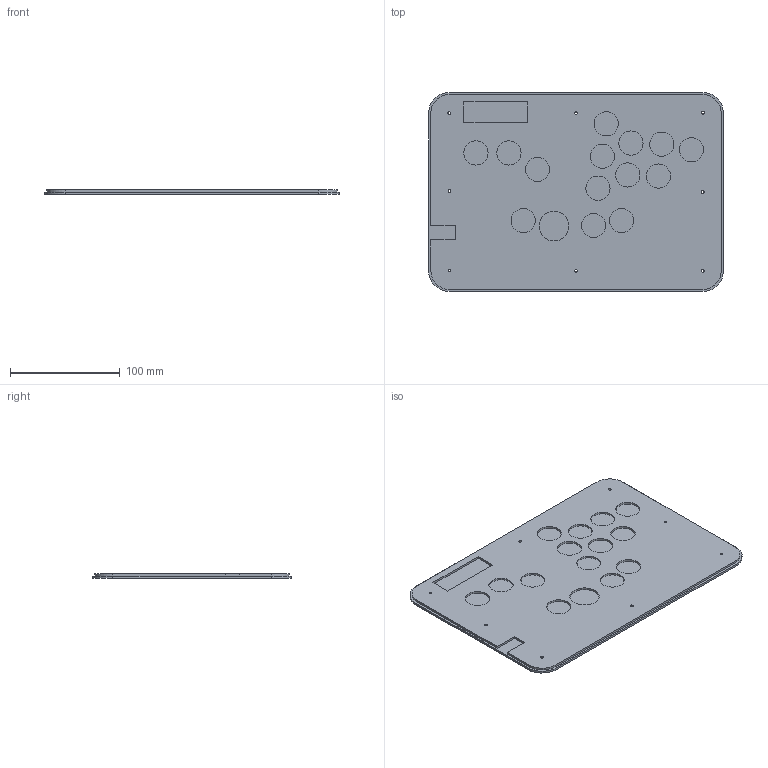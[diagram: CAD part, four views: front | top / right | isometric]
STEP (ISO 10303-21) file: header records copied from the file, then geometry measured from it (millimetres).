
FILE_DESCRIPTION(/* description */ ('KiCad electronic assembly'),/* implementation_level */ '2;1');
FILE_NAME(/* name */ 'nzx2-bottom v4.step',/* time_stamp */ '2024-09-06T06:41:03+09:00',/* author */ (''),/* organization */ (''),/* preprocessor_version */ 'ST-DEVELOPER v20',/* originating_system */ 'Autodesk Translation Framework v13.14.0.145',/* authorisation */ '');
FILE_SCHEMA (('AUTOMOTIVE_DESIGN { 1 0 10303 214 3 1 1 }'));
Length unit declared in the file: millimetre
Products named in the file (1): nzx 1
Bounding box: 268 x 181 x 4 mm (x, y, z)
Volume: 174695.4 mm3; surface area: 102542.1 mm2
Topology: 1 solids, 1 shells, 66 faces, 141 edges, 94 vertices
Faces by surface type: plane 35, cylinder 31
Full cylindrical faces by diameter (mm): 2.5 x8, 22 x14, 27 x1
Entity records: 1861 total; most frequent: DIRECTION 337, CARTESIAN_POINT 302, ORIENTED_EDGE 282, EDGE_CURVE 141, AXIS2_PLACEMENT_3D 129, EDGE_LOOP 99, VERTEX_POINT 94, LINE 79
